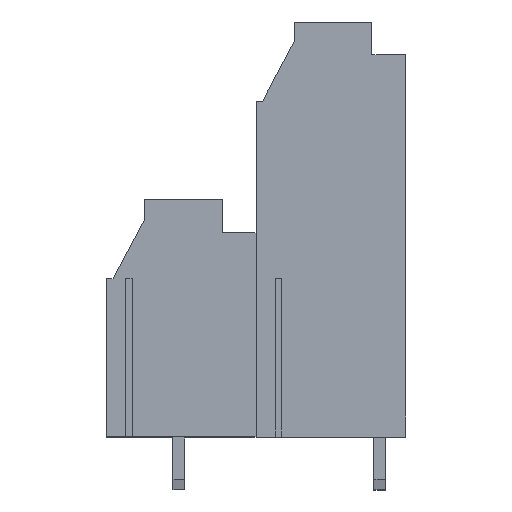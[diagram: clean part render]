
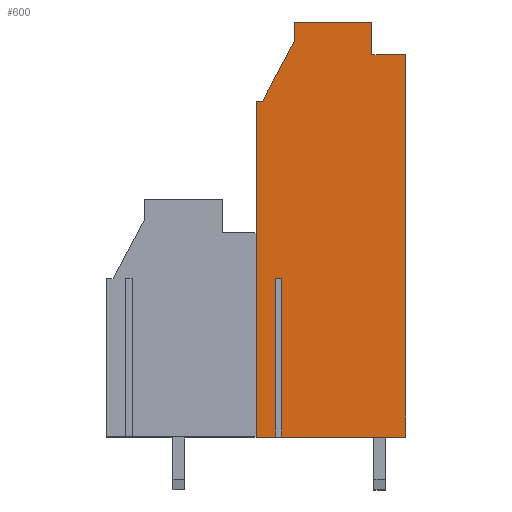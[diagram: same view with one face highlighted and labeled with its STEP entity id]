
A CAD part, top view. The second image highlights one B-rep face of the part: STEP entity #600.
In plain terms, the highlighted planar face has unit normal (0, 0, 1).
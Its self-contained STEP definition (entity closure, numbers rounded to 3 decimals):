
#600 = ADVANCED_FACE( '', ( #1427 ), #1428, .T. );
#1427 = FACE_OUTER_BOUND( '', #2504, .T. );
#1428 = PLANE( '', #2505 );
#2504 = EDGE_LOOP( '', ( #4191, #4192, #4193, #4194, #4195, #4196, #4197, #4198, #4199, #4200, #4201, #4202, #4203, #4204 ) );
#2505 = AXIS2_PLACEMENT_3D( '', #4205, #4206, #4207 );
#4191 = ORIENTED_EDGE( '', *, *, #7270, .T. );
#4192 = ORIENTED_EDGE( '', *, *, #7271, .T. );
#4193 = ORIENTED_EDGE( '', *, *, #7272, .T. );
#4194 = ORIENTED_EDGE( '', *, *, #7273, .T. );
#4195 = ORIENTED_EDGE( '', *, *, #7274, .T. );
#4196 = ORIENTED_EDGE( '', *, *, #7245, .T. );
#4197 = ORIENTED_EDGE( '', *, *, #7275, .T. );
#4198 = ORIENTED_EDGE( '', *, *, #7276, .T. );
#4199 = ORIENTED_EDGE( '', *, *, #7047, .T. );
#4200 = ORIENTED_EDGE( '', *, *, #7277, .T. );
#4201 = ORIENTED_EDGE( '', *, *, #7278, .T. );
#4202 = ORIENTED_EDGE( '', *, *, #7279, .T. );
#4203 = ORIENTED_EDGE( '', *, *, #7154, .F. );
#4204 = ORIENTED_EDGE( '', *, *, #7280, .T. );
#4205 = CARTESIAN_POINT( '', ( 16.6, 15.75, 0. ) );
#4206 = DIRECTION( '', ( 0., 0., 1. ) );
#4207 = DIRECTION( '', ( 1., 0., 0. ) );
#7047 = EDGE_CURVE( '', #8660, #8658, #8661, .T. );
#7154 = EDGE_CURVE( '', #8839, #8840, #8841, .T. );
#7245 = EDGE_CURVE( '', #8987, #8985, #8988, .T. );
#7270 = EDGE_CURVE( '', #9026, #9027, #9028, .T. );
#7271 = EDGE_CURVE( '', #9027, #9029, #9030, .T. );
#7272 = EDGE_CURVE( '', #9029, #9031, #9032, .T. );
#7273 = EDGE_CURVE( '', #9031, #9033, #9034, .T. );
#7274 = EDGE_CURVE( '', #9033, #8987, #9035, .T. );
#7275 = EDGE_CURVE( '', #8985, #9036, #9037, .T. );
#7276 = EDGE_CURVE( '', #9036, #8660, #9038, .T. );
#7277 = EDGE_CURVE( '', #8658, #9039, #9040, .T. );
#7278 = EDGE_CURVE( '', #9039, #9041, #9042, .T. );
#7279 = EDGE_CURVE( '', #9041, #8840, #9043, .T. );
#7280 = EDGE_CURVE( '', #8839, #9026, #9044, .T. );
#8658 = VERTEX_POINT( '', #10946 );
#8660 = VERTEX_POINT( '', #10949 );
#8661 = LINE( '', #10950, #10951 );
#8839 = VERTEX_POINT( '', #11216 );
#8840 = VERTEX_POINT( '', #11217 );
#8841 = LINE( '', #11218, #11219 );
#8985 = VERTEX_POINT( '', #11432 );
#8987 = VERTEX_POINT( '', #11435 );
#8988 = LINE( '', #11436, #11437 );
#9026 = VERTEX_POINT( '', #11493 );
#9027 = VERTEX_POINT( '', #11494 );
#9028 = LINE( '', #11495, #11496 );
#9029 = VERTEX_POINT( '', #11497 );
#9030 = LINE( '', #11498, #11499 );
#9031 = VERTEX_POINT( '', #11500 );
#9032 = LINE( '', #11501, #11502 );
#9033 = VERTEX_POINT( '', #11503 );
#9034 = LINE( '', #11504, #11505 );
#9035 = LINE( '', #11506, #11507 );
#9036 = VERTEX_POINT( '', #11508 );
#9037 = LINE( '', #11509, #11510 );
#9038 = LINE( '', #11511, #11512 );
#9039 = VERTEX_POINT( '', #11513 );
#9040 = LINE( '', #11514, #11515 );
#9041 = VERTEX_POINT( '', #11516 );
#9042 = LINE( '', #11517, #11518 );
#9043 = LINE( '', #11519, #11520 );
#9044 = LINE( '', #11521, #11522 );
#10946 = CARTESIAN_POINT( '', ( 14.25, 30., 0. ) );
#10949 = CARTESIAN_POINT( '', ( 14.25, 31.5, 0. ) );
#10950 = CARTESIAN_POINT( '', ( 14.25, 31.5, 0. ) );
#10951 = VECTOR( '', #13383, 1000. );
#11216 = CARTESIAN_POINT( '', ( 11.35, 0., 0. ) );
#11217 = CARTESIAN_POINT( '', ( 11.35, 15.5, 0. ) );
#11218 = CARTESIAN_POINT( '', ( 11.35, 0., 0. ) );
#11219 = VECTOR( '', #13477, 1000. );
#11432 = CARTESIAN_POINT( '', ( 20.15, 29., 0. ) );
#11435 = CARTESIAN_POINT( '', ( 22.7, 29., 0. ) );
#11436 = CARTESIAN_POINT( '', ( 22.7, 29., 0. ) );
#11437 = VECTOR( '', #13560, 1000. );
#11493 = CARTESIAN_POINT( '', ( 12.796, 0., 0. ) );
#11494 = CARTESIAN_POINT( '', ( 12.796, 12., 0. ) );
#11495 = CARTESIAN_POINT( '', ( 12.796, 0., 0. ) );
#11496 = VECTOR( '', #13579, 1000. );
#11497 = CARTESIAN_POINT( '', ( 13.304, 12., 0. ) );
#11498 = CARTESIAN_POINT( '', ( 12.796, 12., 0. ) );
#11499 = VECTOR( '', #13580, 1000. );
#11500 = CARTESIAN_POINT( '', ( 13.304, 0., 0. ) );
#11501 = CARTESIAN_POINT( '', ( 13.304, 12., 0. ) );
#11502 = VECTOR( '', #13581, 1000. );
#11503 = CARTESIAN_POINT( '', ( 22.7, 0., 0. ) );
#11504 = CARTESIAN_POINT( '', ( 13.304, 0., 0. ) );
#11505 = VECTOR( '', #13582, 1000. );
#11506 = CARTESIAN_POINT( '', ( 22.7, 0., 0. ) );
#11507 = VECTOR( '', #13583, 1000. );
#11508 = CARTESIAN_POINT( '', ( 20.15, 31.5, 0. ) );
#11509 = CARTESIAN_POINT( '', ( 20.15, 29., 0. ) );
#11510 = VECTOR( '', #13584, 1000. );
#11511 = CARTESIAN_POINT( '', ( 20.15, 31.5, 0. ) );
#11512 = VECTOR( '', #13585, 1000. );
#11513 = CARTESIAN_POINT( '', ( 11.85, 25.5, 0. ) );
#11514 = CARTESIAN_POINT( '', ( 14.25, 30., 0. ) );
#11515 = VECTOR( '', #13586, 1000. );
#11516 = CARTESIAN_POINT( '', ( 11.35, 25.5, 0. ) );
#11517 = CARTESIAN_POINT( '', ( 11.85, 25.5, 0. ) );
#11518 = VECTOR( '', #13587, 1000. );
#11519 = CARTESIAN_POINT( '', ( 11.35, 0., 0. ) );
#11520 = VECTOR( '', #13588, 1000. );
#11521 = CARTESIAN_POINT( '', ( 11.35, 0., 0. ) );
#11522 = VECTOR( '', #13589, 1000. );
#13383 = DIRECTION( '', ( 0., -1., 0. ) );
#13477 = DIRECTION( '', ( 0., 1., 0. ) );
#13560 = DIRECTION( '', ( -1., 0., 0. ) );
#13579 = DIRECTION( '', ( 0., 1., 0. ) );
#13580 = DIRECTION( '', ( 1., 0., 0. ) );
#13581 = DIRECTION( '', ( 0., -1., 0. ) );
#13582 = DIRECTION( '', ( 1., 0., 0. ) );
#13583 = DIRECTION( '', ( 0., 1., 0. ) );
#13584 = DIRECTION( '', ( 0., 1., 0. ) );
#13585 = DIRECTION( '', ( -1., 0., 0. ) );
#13586 = DIRECTION( '', ( -0.471, -0.882, 0. ) );
#13587 = DIRECTION( '', ( -1., 0., 0. ) );
#13588 = DIRECTION( '', ( 0., -1., 0. ) );
#13589 = DIRECTION( '', ( 1., 0., 0. ) );
